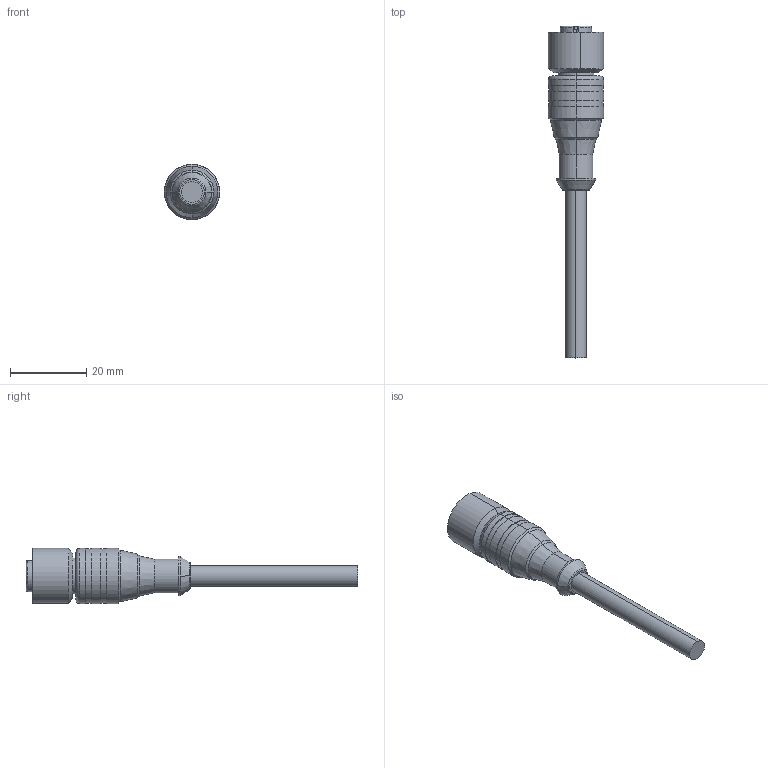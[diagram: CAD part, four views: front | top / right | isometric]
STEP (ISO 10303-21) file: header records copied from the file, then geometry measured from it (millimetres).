
FILE_DESCRIPTION(('STEP AP242'),'1');
FILE_NAME('connector_xzcp1141l10.stp','2019-12-13T13:46:26',('TraceParts'),('TraceParts S.A.'),'Spatial InterOp 3D',' ',' ');
FILE_SCHEMA(('AP242_MANAGED_MODEL_BASED_3D_ENGINEERING_MIM_LF {1 0 10303 442 1 1 4}'));
Length unit declared in the file: millimetre
Products named in the file (1): connector_xzcp1141l10
Bounding box: 14.5 x 87.1 x 14.5 mm (x, y, z)
Volume: 5879 mm3; surface area: 3395.4 mm2
Topology: 1 solids, 1 shells, 107 faces, 237 edges, 147 vertices
Faces by surface type: cylinder 38, plane 35, cone 24, torus 10
Entity records: 3854 total; most frequent: DIRECTION 580, CARTESIAN_POINT 502, ORIENTED_EDGE 474, AXIS2_PLACEMENT_3D 237, EDGE_CURVE 237, VERTEX_POINT 147, CIRCLE 129, EDGE_LOOP 122
